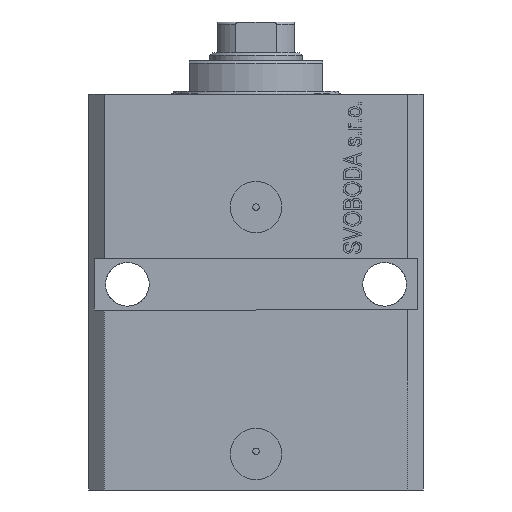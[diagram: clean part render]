
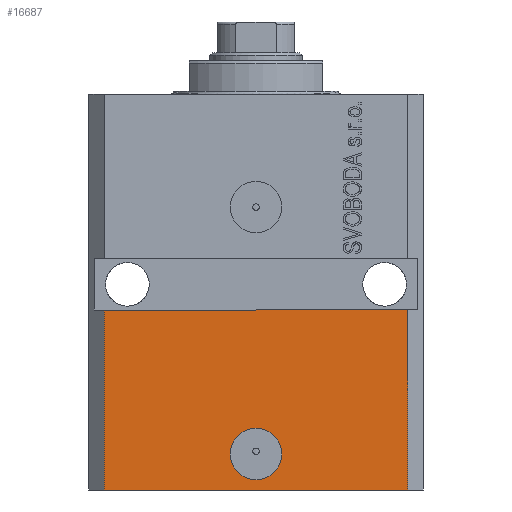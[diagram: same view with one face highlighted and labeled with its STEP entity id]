
A CAD part, front view. The second image highlights one B-rep face of the part: STEP entity #16687.
In plain terms, the highlighted planar face has unit normal (0, -1, 0).
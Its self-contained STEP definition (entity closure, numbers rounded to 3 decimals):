
#1153 = CARTESIAN_POINT ( 'NONE',  ( 29.5, -22.5, -42. ) ) ;
#2063 = EDGE_CURVE ( 'NONE', #43130, #47212, #38430, .T. ) ;
#2115 = CARTESIAN_POINT ( 'NONE',  ( -32.5, -22.5, -42. ) ) ;
#3399 = CIRCLE ( 'NONE', #9580, 5. ) ;
#5285 = EDGE_CURVE ( 'NONE', #39433, #20645, #24717, .T. ) ;
#5381 = CARTESIAN_POINT ( 'NONE',  ( -29.5, -22.5, -42. ) ) ;
#5655 = EDGE_CURVE ( 'NONE', #31660, #38625, #35161, .T. ) ;
#5818 = PLANE ( 'NONE',  #31194 ) ;
#8899 = LINE ( 'NONE', #44811, #25980 ) ;
#9580 = AXIS2_PLACEMENT_3D ( 'NONE', #14765, #40318, #15004 ) ;
#12010 = ORIENTED_EDGE ( 'NONE', *, *, #5285, .F. ) ;
#13908 = ORIENTED_EDGE ( 'NONE', *, *, #22627, .T. ) ;
#14765 = CARTESIAN_POINT ( 'NONE',  ( 0., -22.5, -70. ) ) ;
#15004 = DIRECTION ( 'NONE',  ( 1., 0., 0. ) ) ;
#16271 = AXIS2_PLACEMENT_3D ( 'NONE', #36965, #44214, #36733 ) ;
#16357 = ORIENTED_EDGE ( 'NONE', *, *, #5655, .F. ) ;
#16461 = CARTESIAN_POINT ( 'NONE',  ( -29.5, -22.5, -77. ) ) ;
#16687 = ADVANCED_FACE ( 'NONE', ( #31155, #42002 ), #5818, .T. ) ;
#16726 = CARTESIAN_POINT ( 'NONE',  ( 29.5, -22.5, -77. ) ) ;
#16846 = DIRECTION ( 'NONE',  ( 1., 0., 0. ) ) ;
#17064 = VECTOR ( 'NONE', #46154, 1000. ) ;
#17611 = DIRECTION ( 'NONE',  ( 0., 0., 1. ) ) ;
#19834 = DIRECTION ( 'NONE',  ( 1., 0., 0. ) ) ;
#20115 = CARTESIAN_POINT ( 'NONE',  ( -29.5, -22.5, -77. ) ) ;
#20645 = VERTEX_POINT ( 'NONE', #22519 ) ;
#22511 = EDGE_LOOP ( 'NONE', ( #12010, #40853 ) ) ;
#22519 = CARTESIAN_POINT ( 'NONE',  ( -5., -22.5, -70. ) ) ;
#22627 = EDGE_CURVE ( 'NONE', #47212, #38625, #8899, .T. ) ;
#24717 = CIRCLE ( 'NONE', #16271, 5. ) ;
#25980 = VECTOR ( 'NONE', #41191, 1000. ) ;
#28479 = CARTESIAN_POINT ( 'NONE',  ( -29.5, -22.5, -77. ) ) ;
#29429 = VECTOR ( 'NONE', #17611, 1000. ) ;
#31155 = FACE_BOUND ( 'NONE', #22511, .T. ) ;
#31194 = AXIS2_PLACEMENT_3D ( 'NONE', #16461, #45634, #19834 ) ;
#31544 = CARTESIAN_POINT ( 'NONE',  ( 5., -22.5, -70. ) ) ;
#31660 = VERTEX_POINT ( 'NONE', #5381 ) ;
#32316 = LINE ( 'NONE', #35693, #29429 ) ;
#33142 = EDGE_CURVE ( 'NONE', #43130, #31660, #32316, .T. ) ;
#34012 = VECTOR ( 'NONE', #16846, 1000. ) ;
#35161 = LINE ( 'NONE', #2115, #34012 ) ;
#35693 = CARTESIAN_POINT ( 'NONE',  ( -29.5, -22.5, -77. ) ) ;
#36733 = DIRECTION ( 'NONE',  ( 1., 0., 0. ) ) ;
#36965 = CARTESIAN_POINT ( 'NONE',  ( 0., -22.5, -70. ) ) ;
#38113 = ORIENTED_EDGE ( 'NONE', *, *, #33142, .F. ) ;
#38430 = LINE ( 'NONE', #20115, #17064 ) ;
#38625 = VERTEX_POINT ( 'NONE', #1153 ) ;
#39433 = VERTEX_POINT ( 'NONE', #31544 ) ;
#40318 = DIRECTION ( 'NONE',  ( 0., -1., 0. ) ) ;
#40853 = ORIENTED_EDGE ( 'NONE', *, *, #41252, .F. ) ;
#41191 = DIRECTION ( 'NONE',  ( 0., 0., 1. ) ) ;
#41252 = EDGE_CURVE ( 'NONE', #20645, #39433, #3399, .T. ) ;
#42002 = FACE_OUTER_BOUND ( 'NONE', #47605, .T. ) ;
#43130 = VERTEX_POINT ( 'NONE', #28479 ) ;
#43996 = ORIENTED_EDGE ( 'NONE', *, *, #2063, .T. ) ;
#44214 = DIRECTION ( 'NONE',  ( 0., -1., 0. ) ) ;
#44811 = CARTESIAN_POINT ( 'NONE',  ( 29.5, -22.5, -77. ) ) ;
#45634 = DIRECTION ( 'NONE',  ( 0., -1., 0. ) ) ;
#46154 = DIRECTION ( 'NONE',  ( 1., 0., 0. ) ) ;
#47212 = VERTEX_POINT ( 'NONE', #16726 ) ;
#47605 = EDGE_LOOP ( 'NONE', ( #16357, #38113, #43996, #13908 ) ) ;
